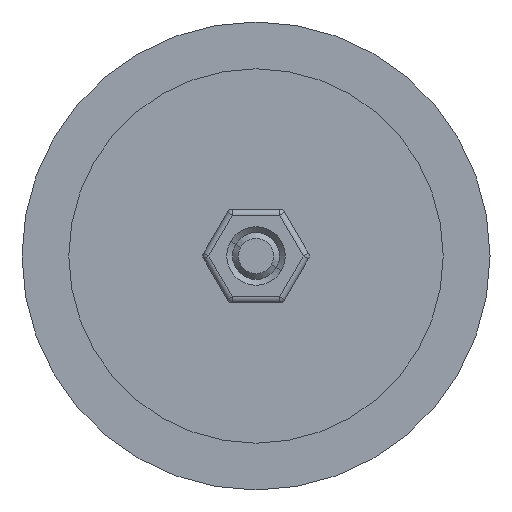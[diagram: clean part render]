
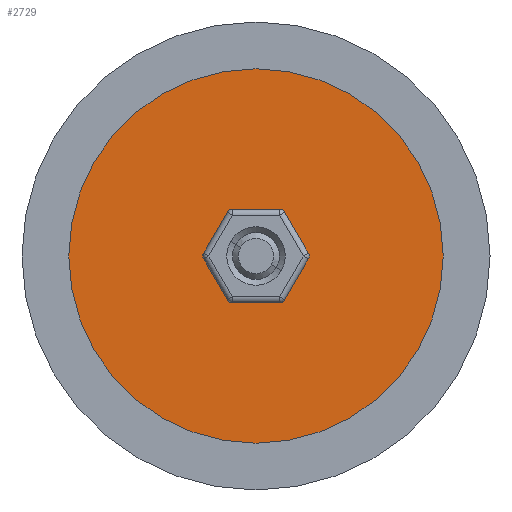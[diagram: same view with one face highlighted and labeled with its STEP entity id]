
A CAD part, front view. The second image highlights one B-rep face of the part: STEP entity #2729.
In plain terms, the highlighted planar face has unit normal (0, -1, 0).
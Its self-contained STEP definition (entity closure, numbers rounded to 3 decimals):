
#99 = AXIS2_PLACEMENT_3D ( 'NONE', #888, #2146, #3420 ) ;
#215 = DIRECTION ( 'NONE',  ( 0., -1., 0. ) ) ;
#290 = CARTESIAN_POINT ( 'NONE',  ( 0., 4.076, 16. ) ) ;
#318 = CARTESIAN_POINT ( 'NONE',  ( 0., 4.076, 2. ) ) ;
#398 = ORIENTED_EDGE ( 'NONE', *, *, #708, .F. ) ;
#503 = CIRCLE ( 'NONE', #3806, 16. ) ;
#642 = VERTEX_POINT ( 'NONE', #3825 ) ;
#659 = CARTESIAN_POINT ( 'NONE',  ( 0., 4.076, 0. ) ) ;
#708 = EDGE_CURVE ( 'NONE', #642, #3702, #2682, .T. ) ;
#826 = ORIENTED_EDGE ( 'NONE', *, *, #2904, .T. ) ;
#869 = DIRECTION ( 'NONE',  ( 0., -1., 0. ) ) ;
#888 = CARTESIAN_POINT ( 'NONE',  ( 2., 4.076, 0. ) ) ;
#1015 = DIRECTION ( 'NONE',  ( 0., -1., 0. ) ) ;
#1125 = VERTEX_POINT ( 'NONE', #2978 ) ;
#1298 = CIRCLE ( 'NONE', #2466, 16. ) ;
#1524 = FACE_OUTER_BOUND ( 'NONE', #2136, .T. ) ;
#1569 = VERTEX_POINT ( 'NONE', #290 ) ;
#1592 = DIRECTION ( 'NONE',  ( 0., 0., -1. ) ) ;
#1776 = DIRECTION ( 'NONE',  ( 0., 0., -1. ) ) ;
#1798 = CARTESIAN_POINT ( 'NONE',  ( 0., 4.076, 0. ) ) ;
#1803 = AXIS2_PLACEMENT_3D ( 'NONE', #1798, #215, #1776 ) ;
#1812 = EDGE_LOOP ( 'NONE', ( #398, #2151 ) ) ;
#1875 = CIRCLE ( 'NONE', #1803, 2. ) ;
#2087 = CARTESIAN_POINT ( 'NONE',  ( 0., 4.076, 0. ) ) ;
#2136 = EDGE_LOOP ( 'NONE', ( #2786, #826 ) ) ;
#2146 = DIRECTION ( 'NONE',  ( 0., -1., 0. ) ) ;
#2151 = ORIENTED_EDGE ( 'NONE', *, *, #2955, .F. ) ;
#2440 = FACE_BOUND ( 'NONE', #1812, .T. ) ;
#2466 = AXIS2_PLACEMENT_3D ( 'NONE', #2087, #869, #3722 ) ;
#2682 = CIRCLE ( 'NONE', #3228, 2. ) ;
#2729 = ADVANCED_FACE ( 'NONE', ( #1524, #2440 ), #3720, .T. ) ;
#2786 = ORIENTED_EDGE ( 'NONE', *, *, #2997, .T. ) ;
#2819 = DIRECTION ( 'NONE',  ( 0., 0., -1. ) ) ;
#2904 = EDGE_CURVE ( 'NONE', #1569, #1125, #1298, .T. ) ;
#2955 = EDGE_CURVE ( 'NONE', #3702, #642, #1875, .T. ) ;
#2978 = CARTESIAN_POINT ( 'NONE',  ( 0., 4.076, -16. ) ) ;
#2997 = EDGE_CURVE ( 'NONE', #1125, #1569, #503, .T. ) ;
#3228 = AXIS2_PLACEMENT_3D ( 'NONE', #659, #3760, #2819 ) ;
#3420 = DIRECTION ( 'NONE',  ( 0., 0., -1. ) ) ;
#3702 = VERTEX_POINT ( 'NONE', #318 ) ;
#3720 = PLANE ( 'NONE',  #99 ) ;
#3722 = DIRECTION ( 'NONE',  ( 0., 0., -1. ) ) ;
#3760 = DIRECTION ( 'NONE',  ( 0., -1., 0. ) ) ;
#3806 = AXIS2_PLACEMENT_3D ( 'NONE', #3808, #1015, #1592 ) ;
#3808 = CARTESIAN_POINT ( 'NONE',  ( 0., 4.076, 0. ) ) ;
#3825 = CARTESIAN_POINT ( 'NONE',  ( 0., 4.076, -2. ) ) ;
